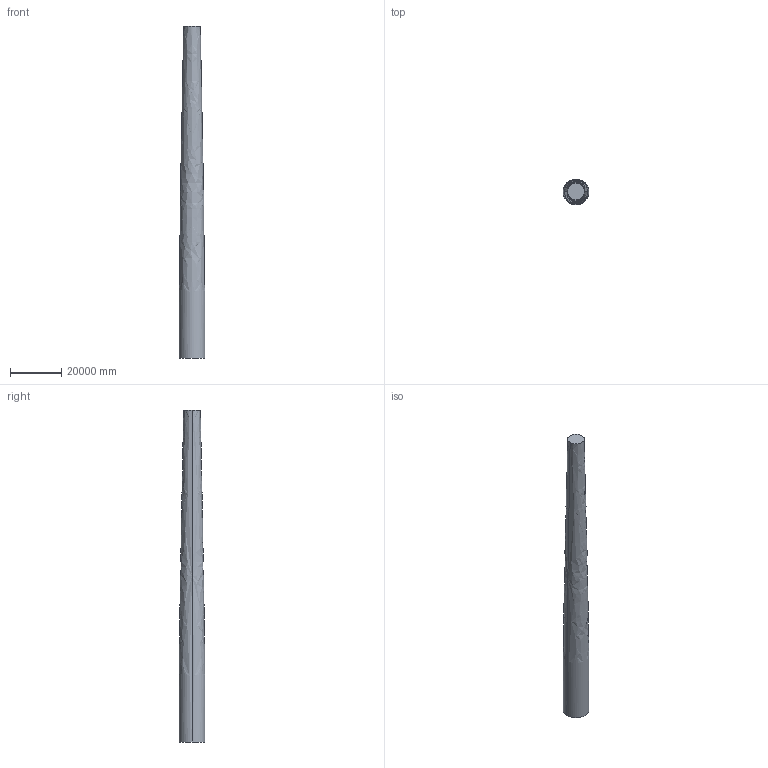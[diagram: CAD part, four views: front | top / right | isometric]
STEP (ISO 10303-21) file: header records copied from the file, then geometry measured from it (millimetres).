
FILE_DESCRIPTION (( 'STEP AP214' ), '1' );
FILE_NAME ('IEA15MW_Tower.STEP', '2023-04-20T18:05:58', ( '' ), ( '' ), 'SwSTEP 2.0', 'SolidWorks 2021', '' );
FILE_SCHEMA (( 'AUTOMOTIVE_DESIGN' ));
Length unit declared in the file: metre
Products named in the file (1): IEA15MW_Tower
Bounding box: 10000 x 10000 x 129386 mm (x, y, z)
Volume: 7973632169535.5 mm3; surface area: 3682711578.5 mm2
Topology: 1 solids, 1 shells, 4 faces, 6 edges, 4 vertices
Faces by surface type: bspline 2, plane 2
Entity records: 794 total; most frequent: CARTESIAN_POINT 691, DIRECTION 14, ORIENTED_EDGE 12, AXIS2_PLACEMENT_3D 7, EDGE_CURVE 6, CIRCLE 4, ADVANCED_FACE 4, VERTEX_POINT 4
